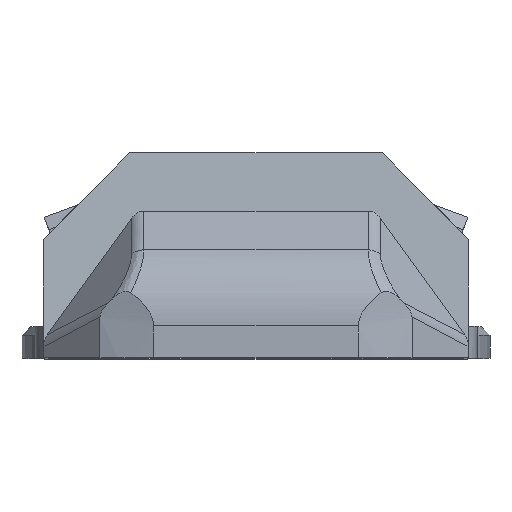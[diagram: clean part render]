
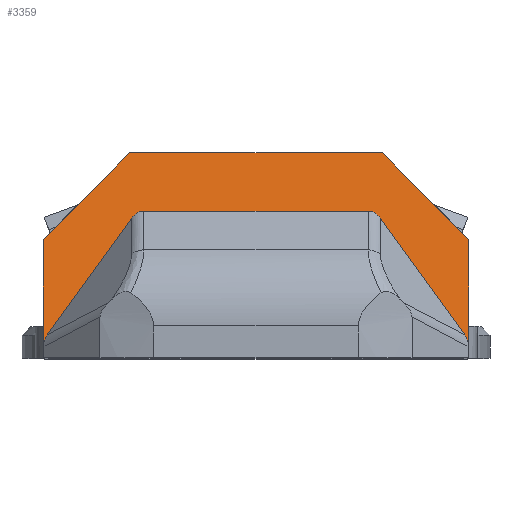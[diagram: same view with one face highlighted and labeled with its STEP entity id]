
A CAD part, top view. The second image highlights one B-rep face of the part: STEP entity #3359.
In plain terms, the highlighted planar face has unit normal (0, 0.164, 0.986).
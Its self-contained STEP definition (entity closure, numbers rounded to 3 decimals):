
#28=ELLIPSE('',#3521,1.406,1.);
#43=ELLIPSE('',#3628,1.406,1.);
#44=ELLIPSE('',#3629,1.401,1.);
#45=ELLIPSE('',#3630,1.401,1.);
#277=LINE('',#5216,#622);
#282=LINE('',#5240,#627);
#287=LINE('',#5305,#632);
#304=LINE('',#5342,#649);
#412=LINE('',#5851,#757);
#413=LINE('',#5853,#758);
#414=LINE('',#5855,#759);
#415=LINE('',#5857,#760);
#416=LINE('',#5861,#761);
#417=LINE('',#5865,#762);
#622=VECTOR('',#3903,1000.);
#627=VECTOR('',#3918,1000.);
#632=VECTOR('',#3931,1000.);
#649=VECTOR('',#3952,1000.);
#757=VECTOR('',#4256,1000.);
#758=VECTOR('',#4257,1000.);
#759=VECTOR('',#4258,1000.);
#760=VECTOR('',#4259,1000.);
#761=VECTOR('',#4262,1000.);
#762=VECTOR('',#4265,1000.);
#939=PLANE('',#3627);
#1081=FACE_OUTER_BOUND('',#1274,.T.);
#1274=EDGE_LOOP('',(#2732,#2733,#2734,#2735,#2736,#2737,#2738,#2739,#2740,
#2741,#2742,#2743,#2744,#2745));
#1529=VERTEX_POINT('',#5211);
#1530=VERTEX_POINT('',#5214);
#1534=VERTEX_POINT('',#5225);
#1536=VERTEX_POINT('',#5239);
#1544=VERTEX_POINT('',#5303);
#1558=VERTEX_POINT('',#5340);
#1675=VERTEX_POINT('',#5850);
#1676=VERTEX_POINT('',#5852);
#1677=VERTEX_POINT('',#5854);
#1678=VERTEX_POINT('',#5856);
#1679=VERTEX_POINT('',#5858);
#1680=VERTEX_POINT('',#5860);
#1681=VERTEX_POINT('',#5862);
#1682=VERTEX_POINT('',#5864);
#1868=EDGE_CURVE('',#1530,#1529,#277,.T.);
#1874=EDGE_CURVE('',#1534,#1529,#28,.T.);
#1876=EDGE_CURVE('',#1536,#1534,#282,.T.);
#1888=EDGE_CURVE('',#1530,#1544,#287,.T.);
#1906=EDGE_CURVE('',#1558,#1544,#304,.T.);
#2078=EDGE_CURVE('',#1675,#1558,#412,.T.);
#2079=EDGE_CURVE('',#1675,#1676,#413,.T.);
#2080=EDGE_CURVE('',#1677,#1676,#414,.T.);
#2081=EDGE_CURVE('',#1677,#1678,#415,.T.);
#2082=EDGE_CURVE('',#1679,#1678,#43,.T.);
#2083=EDGE_CURVE('',#1680,#1679,#416,.T.);
#2084=EDGE_CURVE('',#1681,#1680,#44,.T.);
#2085=EDGE_CURVE('',#1681,#1682,#417,.T.);
#2086=EDGE_CURVE('',#1682,#1536,#45,.T.);
#2732=ORIENTED_EDGE('',*,*,#2078,.F.);
#2733=ORIENTED_EDGE('',*,*,#2079,.T.);
#2734=ORIENTED_EDGE('',*,*,#2080,.F.);
#2735=ORIENTED_EDGE('',*,*,#2081,.T.);
#2736=ORIENTED_EDGE('',*,*,#2082,.F.);
#2737=ORIENTED_EDGE('',*,*,#2083,.F.);
#2738=ORIENTED_EDGE('',*,*,#2084,.F.);
#2739=ORIENTED_EDGE('',*,*,#2085,.T.);
#2740=ORIENTED_EDGE('',*,*,#2086,.T.);
#2741=ORIENTED_EDGE('',*,*,#1876,.T.);
#2742=ORIENTED_EDGE('',*,*,#1874,.T.);
#2743=ORIENTED_EDGE('',*,*,#1868,.F.);
#2744=ORIENTED_EDGE('',*,*,#1888,.T.);
#2745=ORIENTED_EDGE('',*,*,#1906,.F.);
#3359=ADVANCED_FACE('',(#1081),#939,.F.);
#3521=AXIS2_PLACEMENT_3D('',#5235,#3912,#3913);
#3627=AXIS2_PLACEMENT_3D('',#5849,#4254,#4255);
#3628=AXIS2_PLACEMENT_3D('',#5859,#4260,#4261);
#3629=AXIS2_PLACEMENT_3D('',#5863,#4263,#4264);
#3630=AXIS2_PLACEMENT_3D('',#5866,#4266,#4267);
#3903=DIRECTION('',(-0.162,-0.973,0.162));
#3912=DIRECTION('center_axis',(0.,-0.164,-0.986));
#3913=DIRECTION('ref_axis',(-0.944,0.325,-0.054));
#3918=DIRECTION('',(0.581,-0.803,0.134));
#3931=DIRECTION('',(0.,0.986,-0.164));
#3952=DIRECTION('',(0.702,-0.702,0.117));
#4254=DIRECTION('center_axis',(0.,-0.164,-0.986));
#4255=DIRECTION('ref_axis',(1.,0.,0.));
#4256=DIRECTION('',(1.,0.,0.));
#4257=DIRECTION('',(-0.702,-0.702,0.117));
#4258=DIRECTION('',(0.,0.986,-0.164));
#4259=DIRECTION('',(0.162,-0.973,0.162));
#4260=DIRECTION('center_axis',(0.,0.164,0.986));
#4261=DIRECTION('ref_axis',(0.944,0.325,-0.054));
#4262=DIRECTION('',(-0.581,-0.803,0.134));
#4263=DIRECTION('center_axis',(0.,0.164,0.986));
#4264=DIRECTION('ref_axis',(0.,0.986,-0.164));
#4265=DIRECTION('',(1.,0.,0.));
#4266=DIRECTION('center_axis',(0.,-0.164,-0.986));
#4267=DIRECTION('ref_axis',(0.,0.986,-0.164));
#5211=CARTESIAN_POINT('',(112.231,-3.299,41.336));
#5214=CARTESIAN_POINT('',(112.288,-2.96,41.279));
#5216=CARTESIAN_POINT('',(113.721,5.641,39.846));
#5225=CARTESIAN_POINT('',(112.043,-2.622,41.223));
#5235=CARTESIAN_POINT('Origin',(110.874,-2.96,41.279));
#5239=CARTESIAN_POINT('',(107.175,4.106,40.102));
#5240=CARTESIAN_POINT('',(100.631,13.15,38.594));
#5303=CARTESIAN_POINT('',(112.288,2.866,40.308));
#5305=CARTESIAN_POINT('',(112.288,7.866,39.475));
#5340=CARTESIAN_POINT('',(107.288,7.866,39.475));
#5342=CARTESIAN_POINT('',(105.502,9.652,39.177));
#5849=CARTESIAN_POINT('Origin',(100.,7.866,39.475));
#5850=CARTESIAN_POINT('',(92.712,7.866,39.475));
#5851=CARTESIAN_POINT('',(100.,7.866,39.475));
#5852=CARTESIAN_POINT('',(87.712,2.866,40.308));
#5853=CARTESIAN_POINT('',(94.498,9.652,39.177));
#5854=CARTESIAN_POINT('',(87.712,-2.96,41.279));
#5855=CARTESIAN_POINT('',(87.712,7.866,39.475));
#5856=CARTESIAN_POINT('',(87.769,-3.299,41.336));
#5857=CARTESIAN_POINT('',(86.279,5.641,39.846));
#5858=CARTESIAN_POINT('',(87.957,-2.622,41.223));
#5859=CARTESIAN_POINT('Origin',(89.126,-2.96,41.279));
#5860=CARTESIAN_POINT('',(92.825,4.106,40.102));
#5861=CARTESIAN_POINT('',(99.369,13.15,38.594));
#5862=CARTESIAN_POINT('',(93.532,4.51,40.034));
#5863=CARTESIAN_POINT('Origin',(93.532,3.128,40.265));
#5864=CARTESIAN_POINT('',(106.468,4.51,40.034));
#5865=CARTESIAN_POINT('',(100.,4.51,40.034));
#5866=CARTESIAN_POINT('Origin',(106.468,3.128,40.265));
